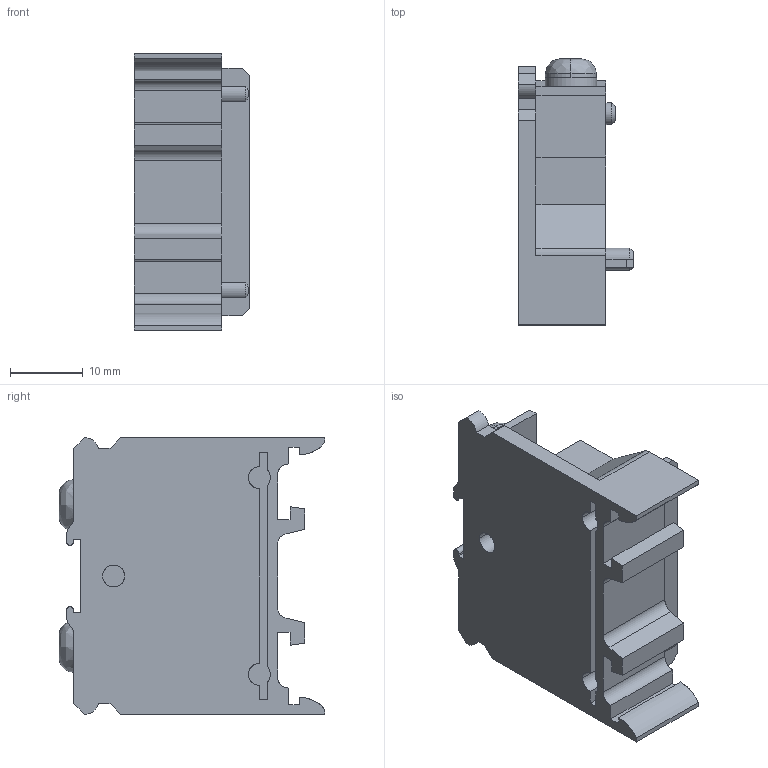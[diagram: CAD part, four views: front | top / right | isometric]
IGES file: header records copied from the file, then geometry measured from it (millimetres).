
Start section: SolidWorks IGES file using analytic representation for surfaces
Global section: file name: BNH30W_rev1.0.IGS; native system: SolidWorks 2021; preprocessor: SolidWorks 2021; author: 1003643; date: 230921.161552; units: millimetre
Bounding box: 15.8 x 36.5 x 38 mm (x, y, z)
Surface area: 5327.6 mm2 (no closed solid volume)
Topology: 0 solids, 0 shells, 128 faces, 1346 edges, 1346 vertices
Faces by surface type: bspline 88, revolution 40
